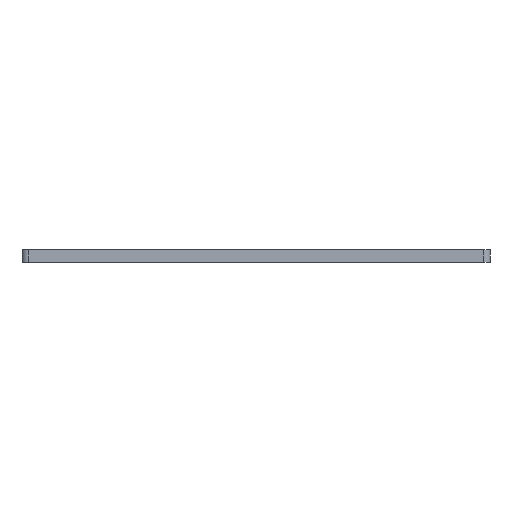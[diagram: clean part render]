
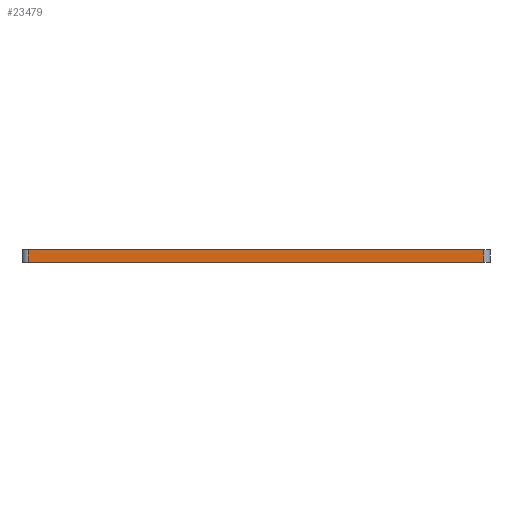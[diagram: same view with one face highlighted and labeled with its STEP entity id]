
A CAD part, left-side view. The second image highlights one B-rep face of the part: STEP entity #23479.
In plain terms, the highlighted planar face has unit normal (-1, 0, 0).
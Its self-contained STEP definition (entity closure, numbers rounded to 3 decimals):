
#91 = PLANE('',#92);
#92 = AXIS2_PLACEMENT_3D('',#93,#94,#95);
#93 = CARTESIAN_POINT('',(133.747,-93.266,1.6));
#94 = DIRECTION('',(0.,0.,1.));
#95 = DIRECTION('',(1.,0.,-0.));
#146 = PLANE('',#147);
#147 = AXIS2_PLACEMENT_3D('',#148,#149,#150);
#148 = CARTESIAN_POINT('',(133.747,-93.266,0.));
#149 = DIRECTION('',(0.,0.,1.));
#150 = DIRECTION('',(1.,0.,-0.));
#201 = CYLINDRICAL_SURFACE('',#202,0.794);
#202 = AXIS2_PLACEMENT_3D('',#203,#204,#205);
#203 = CARTESIAN_POINT('',(26.194,-123.031,0.));
#204 = DIRECTION('',(-0.,-0.,-1.));
#205 = DIRECTION('',(1.,0.,-0.));
#368 = VERTEX_POINT('',#369);
#369 = CARTESIAN_POINT('',(25.4,-63.5,0.));
#384 = CYLINDRICAL_SURFACE('',#385,0.794);
#385 = AXIS2_PLACEMENT_3D('',#386,#387,#388);
#386 = CARTESIAN_POINT('',(26.194,-63.5,0.));
#387 = DIRECTION('',(-0.,-0.,-1.));
#388 = DIRECTION('',(1.,0.,-0.));
#396 = EDGE_CURVE('',#397,#368,#399,.T.);
#397 = VERTEX_POINT('',#398);
#398 = CARTESIAN_POINT('',(25.4,-123.031,0.));
#399 = SURFACE_CURVE('',#400,(#404,#411),.PCURVE_S1.);
#400 = LINE('',#401,#402);
#401 = CARTESIAN_POINT('',(25.4,-123.031,0.));
#402 = VECTOR('',#403,1.);
#403 = DIRECTION('',(0.,1.,0.));
#404 = PCURVE('',#146,#405);
#405 = DEFINITIONAL_REPRESENTATION('',(#406),#410);
#406 = LINE('',#407,#408);
#407 = CARTESIAN_POINT('',(-108.347,-29.766));
#408 = VECTOR('',#409,1.);
#409 = DIRECTION('',(0.,1.));
#410 = ( GEOMETRIC_REPRESENTATION_CONTEXT(2) 
PARAMETRIC_REPRESENTATION_CONTEXT() REPRESENTATION_CONTEXT('2D SPACE',''
  ) );
#411 = PCURVE('',#412,#417);
#412 = PLANE('',#413);
#413 = AXIS2_PLACEMENT_3D('',#414,#415,#416);
#414 = CARTESIAN_POINT('',(25.4,-123.031,0.));
#415 = DIRECTION('',(-1.,0.,0.));
#416 = DIRECTION('',(0.,1.,0.));
#417 = DEFINITIONAL_REPRESENTATION('',(#418),#422);
#418 = LINE('',#419,#420);
#419 = CARTESIAN_POINT('',(0.,0.));
#420 = VECTOR('',#421,1.);
#421 = DIRECTION('',(1.,0.));
#422 = ( GEOMETRIC_REPRESENTATION_CONTEXT(2) 
PARAMETRIC_REPRESENTATION_CONTEXT() REPRESENTATION_CONTEXT('2D SPACE',''
  ) );
#12931 = VERTEX_POINT('',#12932);
#12932 = CARTESIAN_POINT('',(25.4,-63.5,1.6));
#12954 = EDGE_CURVE('',#12955,#12931,#12957,.T.);
#12955 = VERTEX_POINT('',#12956);
#12956 = CARTESIAN_POINT('',(25.4,-123.031,1.6));
#12957 = SURFACE_CURVE('',#12958,(#12962,#12969),.PCURVE_S1.);
#12958 = LINE('',#12959,#12960);
#12959 = CARTESIAN_POINT('',(25.4,-123.031,1.6));
#12960 = VECTOR('',#12961,1.);
#12961 = DIRECTION('',(0.,1.,0.));
#12962 = PCURVE('',#91,#12963);
#12963 = DEFINITIONAL_REPRESENTATION('',(#12964),#12968);
#12964 = LINE('',#12965,#12966);
#12965 = CARTESIAN_POINT('',(-108.347,-29.766));
#12966 = VECTOR('',#12967,1.);
#12967 = DIRECTION('',(0.,1.));
#12968 = ( GEOMETRIC_REPRESENTATION_CONTEXT(2) 
PARAMETRIC_REPRESENTATION_CONTEXT() REPRESENTATION_CONTEXT('2D SPACE',''
  ) );
#12969 = PCURVE('',#412,#12970);
#12970 = DEFINITIONAL_REPRESENTATION('',(#12971),#12975);
#12971 = LINE('',#12972,#12973);
#12972 = CARTESIAN_POINT('',(0.,-1.6));
#12973 = VECTOR('',#12974,1.);
#12974 = DIRECTION('',(1.,0.));
#12975 = ( GEOMETRIC_REPRESENTATION_CONTEXT(2) 
PARAMETRIC_REPRESENTATION_CONTEXT() REPRESENTATION_CONTEXT('2D SPACE',''
  ) );
#23429 = EDGE_CURVE('',#397,#12955,#23430,.T.);
#23430 = SURFACE_CURVE('',#23431,(#23435,#23442),.PCURVE_S1.);
#23431 = LINE('',#23432,#23433);
#23432 = CARTESIAN_POINT('',(25.4,-123.031,0.));
#23433 = VECTOR('',#23434,1.);
#23434 = DIRECTION('',(0.,0.,1.));
#23435 = PCURVE('',#201,#23436);
#23436 = DEFINITIONAL_REPRESENTATION('',(#23437),#23441);
#23437 = LINE('',#23438,#23439);
#23438 = CARTESIAN_POINT('',(-3.142,0.));
#23439 = VECTOR('',#23440,1.);
#23440 = DIRECTION('',(-0.,-1.));
#23441 = ( GEOMETRIC_REPRESENTATION_CONTEXT(2) 
PARAMETRIC_REPRESENTATION_CONTEXT() REPRESENTATION_CONTEXT('2D SPACE',''
  ) );
#23442 = PCURVE('',#412,#23443);
#23443 = DEFINITIONAL_REPRESENTATION('',(#23444),#23448);
#23444 = LINE('',#23445,#23446);
#23445 = CARTESIAN_POINT('',(0.,0.));
#23446 = VECTOR('',#23447,1.);
#23447 = DIRECTION('',(0.,-1.));
#23448 = ( GEOMETRIC_REPRESENTATION_CONTEXT(2) 
PARAMETRIC_REPRESENTATION_CONTEXT() REPRESENTATION_CONTEXT('2D SPACE',''
  ) );
#23479 = ADVANCED_FACE('',(#23480),#412,.T.);
#23480 = FACE_BOUND('',#23481,.T.);
#23481 = EDGE_LOOP('',(#23482,#23483,#23484,#23505));
#23482 = ORIENTED_EDGE('',*,*,#23429,.T.);
#23483 = ORIENTED_EDGE('',*,*,#12954,.T.);
#23484 = ORIENTED_EDGE('',*,*,#23485,.F.);
#23485 = EDGE_CURVE('',#368,#12931,#23486,.T.);
#23486 = SURFACE_CURVE('',#23487,(#23491,#23498),.PCURVE_S1.);
#23487 = LINE('',#23488,#23489);
#23488 = CARTESIAN_POINT('',(25.4,-63.5,0.));
#23489 = VECTOR('',#23490,1.);
#23490 = DIRECTION('',(0.,0.,1.));
#23491 = PCURVE('',#412,#23492);
#23492 = DEFINITIONAL_REPRESENTATION('',(#23493),#23497);
#23493 = LINE('',#23494,#23495);
#23494 = CARTESIAN_POINT('',(59.531,0.));
#23495 = VECTOR('',#23496,1.);
#23496 = DIRECTION('',(0.,-1.));
#23497 = ( GEOMETRIC_REPRESENTATION_CONTEXT(2) 
PARAMETRIC_REPRESENTATION_CONTEXT() REPRESENTATION_CONTEXT('2D SPACE',''
  ) );
#23498 = PCURVE('',#384,#23499);
#23499 = DEFINITIONAL_REPRESENTATION('',(#23500),#23504);
#23500 = LINE('',#23501,#23502);
#23501 = CARTESIAN_POINT('',(-3.142,0.));
#23502 = VECTOR('',#23503,1.);
#23503 = DIRECTION('',(-0.,-1.));
#23504 = ( GEOMETRIC_REPRESENTATION_CONTEXT(2) 
PARAMETRIC_REPRESENTATION_CONTEXT() REPRESENTATION_CONTEXT('2D SPACE',''
  ) );
#23505 = ORIENTED_EDGE('',*,*,#396,.F.);
